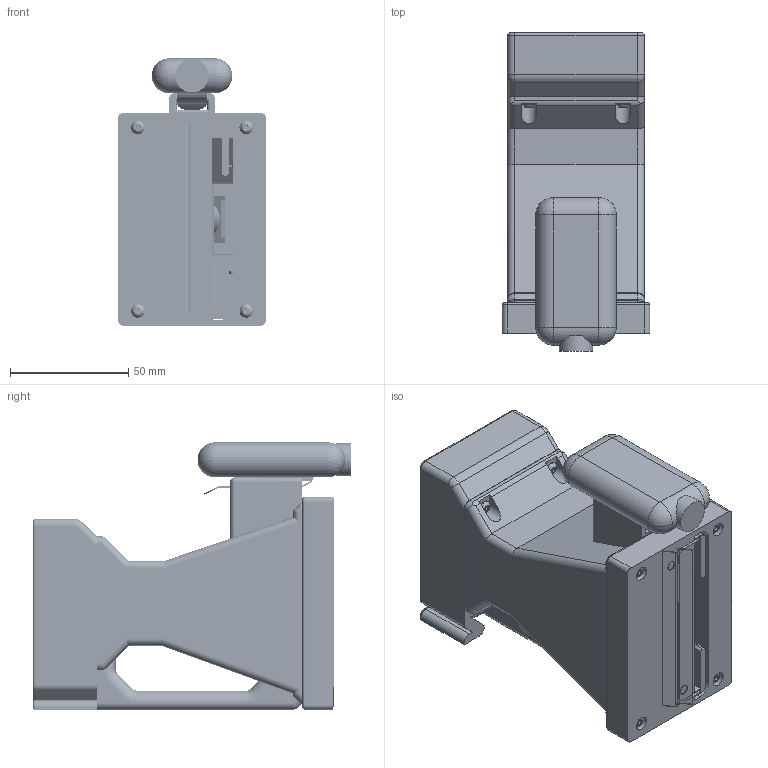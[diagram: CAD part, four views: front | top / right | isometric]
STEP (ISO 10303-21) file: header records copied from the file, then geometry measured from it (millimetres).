
FILE_DESCRIPTION(/* description */ (''),/* implementation_level */ '2;1');
FILE_NAME(/* name */ 'Full Assembly R2v2.step',/* time_stamp */ '2023-12-14T15:22:18-07:00',/* author */ (''),/* organization */ (''),/* preprocessor_version */ 'ST-DEVELOPER v20',/* originating_system */ 'Autodesk Translation Framework v12.14.0.127',/* authorisation */ '');
FILE_SCHEMA (('AUTOMOTIVE_DESIGN { 1 0 10303 214 3 1 1 }'));
Length unit declared in the file: millimetre
Products named in the file (12): REV 2; LED Flashlight; 91239A115_Button Head Hex Drive Screw; Aperture Mount; Camera Mount; Central Frame; OTS Razor Blade; OTS Razor Blade (1); OTS Diffraction Lens; OTS ArduCam; 91292A266_18-8 Stainless Steel Socket Head Screw; OTS Diffraction Lens (1)
Assembly tree (19 placements, depth 2):
  REV 2
    LED Flashlight
    91239A115_Button Head Hex Drive Screw  x8
    Aperture Mount
    Camera Mount
    Central Frame
    91292A266_18-8 Stainless Steel Socket Head Screw  x2
    OTS Razor Blade
    OTS Razor Blade (1)
    OTS Diffraction Lens
    OTS ArduCam
    OTS Diffraction Lens (1)
Bounding box: 62.38 x 134.65 x 113.12 mm (x, y, z)
Volume: 252132.8 mm3; surface area: 108828.3 mm2
Topology: 19 solids, 19 shells, 1279 faces, 3283 edges, 2090 vertices
Faces by surface type: cylinder 715, plane 385, cone 98, bspline 35, sphere 26, torus 20
Full cylindrical faces by diameter (mm): 1.145 x66, 1.5 x2, 1.6 x64, 2 x10, 2.242 x1, 2.3 x3, 2.35 x136, 2.5 x4, 3 x161, 3.4 x4, 3.5 x6, 4 x2, 5.7 x8, 6 x4, 7.35 x1, 12.6 x1, 14.1 x1, 14.15 x1, 15 x1, 15.35 x1, 22 x1
Entity records: 32439 total; most frequent: CARTESIAN_POINT 14012, ORIENTED_EDGE 3798, DIRECTION 3695, EDGE_CURVE 1899, AXIS2_PLACEMENT_3D 1311, VERTEX_POINT 1207, LINE 1073, VECTOR 1073
